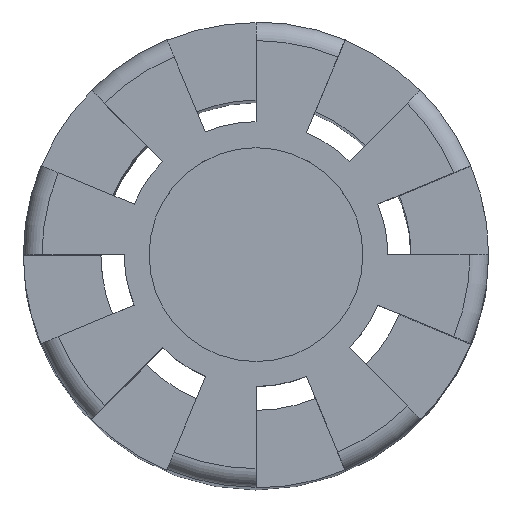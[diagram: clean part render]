
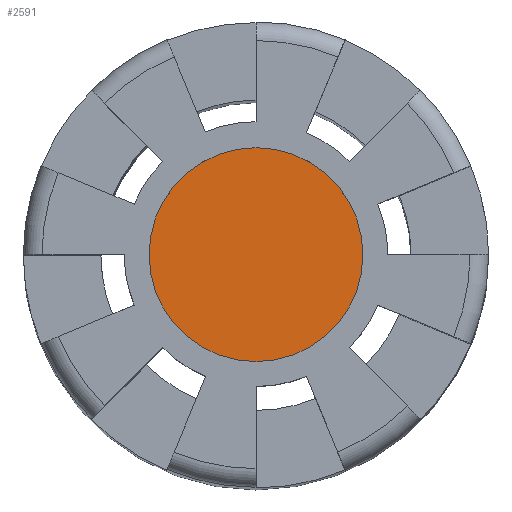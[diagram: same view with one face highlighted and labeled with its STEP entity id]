
A CAD part, top view. The second image highlights one B-rep face of the part: STEP entity #2591.
In plain terms, the highlighted planar face has unit normal (0, 0, 1).
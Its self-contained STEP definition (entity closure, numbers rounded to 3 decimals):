
#177 = ORIENTED_EDGE ( 'NONE', *, *, #184, .T. ) ;
#184 = EDGE_CURVE ( 'NONE', #2651, #1295, #3002, .T. ) ;
#329 = AXIS2_PLACEMENT_3D ( 'NONE', #572, #4099, #3824 ) ;
#377 = ORIENTED_EDGE ( 'NONE', *, *, #3132, .T. ) ;
#423 = CIRCLE ( 'NONE', #3492, 3.448 ) ;
#572 = CARTESIAN_POINT ( 'NONE',  ( 0., 0., 50.5 ) ) ;
#1197 = AXIS2_PLACEMENT_3D ( 'NONE', #1693, #3950, #3631 ) ;
#1295 = VERTEX_POINT ( 'NONE', #3959 ) ;
#1693 = CARTESIAN_POINT ( 'NONE',  ( 0., 0., 50.5 ) ) ;
#1806 = DIRECTION ( 'NONE',  ( 0., 0., 1. ) ) ;
#1855 = CARTESIAN_POINT ( 'NONE',  ( 3.448, 0., 50.5 ) ) ;
#2251 = FACE_OUTER_BOUND ( 'NONE', #2255, .T. ) ;
#2255 = EDGE_LOOP ( 'NONE', ( #177, #377 ) ) ;
#2449 = CARTESIAN_POINT ( 'NONE',  ( 0., 0., 50.5 ) ) ;
#2591 = ADVANCED_FACE ( 'NONE', ( #2251 ), #2884, .T. ) ;
#2651 = VERTEX_POINT ( 'NONE', #1855 ) ;
#2884 = PLANE ( 'NONE',  #329 ) ;
#3002 = CIRCLE ( 'NONE', #1197, 3.448 ) ;
#3132 = EDGE_CURVE ( 'NONE', #1295, #2651, #423, .T. ) ;
#3434 = DIRECTION ( 'NONE',  ( 1., 0., 0. ) ) ;
#3492 = AXIS2_PLACEMENT_3D ( 'NONE', #2449, #1806, #3434 ) ;
#3631 = DIRECTION ( 'NONE',  ( 1., 0., 0. ) ) ;
#3824 = DIRECTION ( 'NONE',  ( 1., 0., 0. ) ) ;
#3950 = DIRECTION ( 'NONE',  ( 0., 0., 1. ) ) ;
#3959 = CARTESIAN_POINT ( 'NONE',  ( -3.448, 0., 50.5 ) ) ;
#4099 = DIRECTION ( 'NONE',  ( 0., 0., 1. ) ) ;
